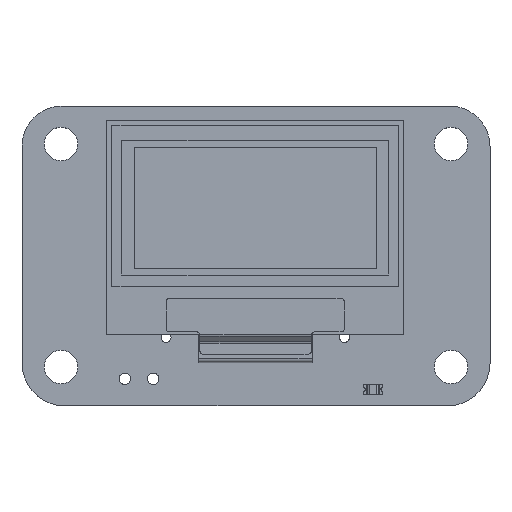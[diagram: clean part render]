
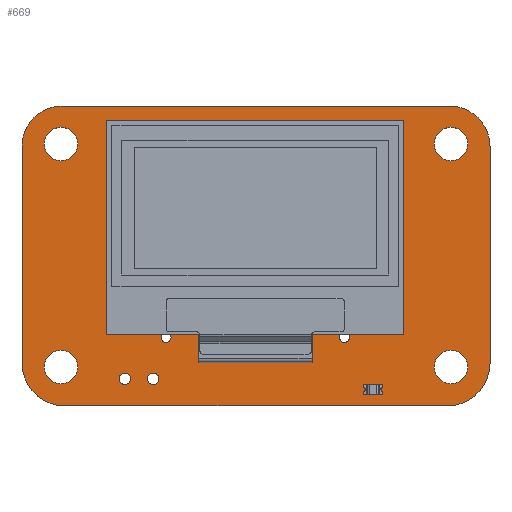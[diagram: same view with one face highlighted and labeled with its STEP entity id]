
A CAD part, top view. The second image highlights one B-rep face of the part: STEP entity #669.
In plain terms, the highlighted planar face has unit normal (0, 0, 1).
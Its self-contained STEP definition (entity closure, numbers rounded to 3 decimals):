
#116 = VERTEX_POINT('',#117);
#117 = CARTESIAN_POINT('',(0.,3.829,1.595));
#123 = EDGE_CURVE('',#116,#124,#126,.T.);
#124 = VERTEX_POINT('',#125);
#125 = CARTESIAN_POINT('',(0.,23.303,1.595));
#126 = LINE('',#127,#128);
#127 = CARTESIAN_POINT('',(0.,3.829,1.595));
#128 = VECTOR('',#129,1.);
#129 = DIRECTION('',(0.,1.,0.));
#154 = EDGE_CURVE('',#124,#155,#157,.T.);
#155 = VERTEX_POINT('',#156);
#156 = CARTESIAN_POINT('',(3.612,26.914,1.595));
#157 = CIRCLE('',#158,3.611);
#158 = AXIS2_PLACEMENT_3D('',#159,#160,#161);
#159 = CARTESIAN_POINT('',(3.611,23.303,1.595));
#160 = DIRECTION('',(0.,0.,-1.));
#161 = DIRECTION('',(-1.,0.,-0.));
#187 = EDGE_CURVE('',#155,#188,#190,.T.);
#188 = VERTEX_POINT('',#189);
#189 = CARTESIAN_POINT('',(38.36,26.914,1.595));
#190 = LINE('',#191,#192);
#191 = CARTESIAN_POINT('',(3.612,26.914,1.595));
#192 = VECTOR('',#193,1.);
#193 = DIRECTION('',(1.,0.,0.));
#218 = EDGE_CURVE('',#188,#219,#221,.T.);
#219 = VERTEX_POINT('',#220);
#220 = CARTESIAN_POINT('',(41.992,23.282,1.595));
#221 = CIRCLE('',#222,3.631);
#222 = AXIS2_PLACEMENT_3D('',#223,#224,#225);
#223 = CARTESIAN_POINT('',(38.361,23.283,1.595));
#224 = DIRECTION('',(0.,0.,-1.));
#225 = DIRECTION('',(0.,1.,0.));
#251 = EDGE_CURVE('',#219,#252,#254,.T.);
#252 = VERTEX_POINT('',#253);
#253 = CARTESIAN_POINT('',(41.992,3.814,1.595));
#254 = LINE('',#255,#256);
#255 = CARTESIAN_POINT('',(41.992,23.282,1.595));
#256 = VECTOR('',#257,1.);
#257 = DIRECTION('',(0.,-1.,0.));
#282 = EDGE_CURVE('',#252,#283,#285,.T.);
#283 = VERTEX_POINT('',#284);
#284 = CARTESIAN_POINT('',(38.178,0.,1.595));
#285 = CIRCLE('',#286,3.814);
#286 = AXIS2_PLACEMENT_3D('',#287,#288,#289);
#287 = CARTESIAN_POINT('',(38.178,3.814,1.595));
#288 = DIRECTION('',(0.,0.,-1.));
#289 = DIRECTION('',(1.,0.,0.));
#315 = EDGE_CURVE('',#283,#316,#318,.T.);
#316 = VERTEX_POINT('',#317);
#317 = CARTESIAN_POINT('',(3.829,0.,1.595));
#318 = LINE('',#319,#320);
#319 = CARTESIAN_POINT('',(38.178,0.,1.595));
#320 = VECTOR('',#321,1.);
#321 = DIRECTION('',(-1.,0.,0.));
#346 = EDGE_CURVE('',#316,#116,#347,.T.);
#347 = CIRCLE('',#348,3.829);
#348 = AXIS2_PLACEMENT_3D('',#349,#350,#351);
#349 = CARTESIAN_POINT('',(3.829,3.829,1.595));
#350 = DIRECTION('',(0.,0.,-1.));
#351 = DIRECTION('',(0.,-1.,-0.));
#372 = VERTEX_POINT('',#373);
#373 = CARTESIAN_POINT('',(9.738,2.44,1.595));
#379 = EDGE_CURVE('',#372,#372,#380,.T.);
#380 = CIRCLE('',#381,0.508);
#381 = AXIS2_PLACEMENT_3D('',#382,#383,#384);
#382 = CARTESIAN_POINT('',(9.23,2.44,1.595));
#383 = DIRECTION('',(0.,0.,1.));
#384 = DIRECTION('',(1.,0.,-0.));
#405 = VERTEX_POINT('',#406);
#406 = CARTESIAN_POINT('',(12.278,2.44,1.595));
#412 = EDGE_CURVE('',#405,#405,#413,.T.);
#413 = CIRCLE('',#414,0.508);
#414 = AXIS2_PLACEMENT_3D('',#415,#416,#417);
#415 = CARTESIAN_POINT('',(11.77,2.44,1.595));
#416 = DIRECTION('',(0.,0.,1.));
#417 = DIRECTION('',(1.,0.,-0.));
#438 = VERTEX_POINT('',#439);
#439 = CARTESIAN_POINT('',(5.,23.5,1.595));
#445 = EDGE_CURVE('',#438,#438,#446,.T.);
#446 = CIRCLE('',#447,1.5);
#447 = AXIS2_PLACEMENT_3D('',#448,#449,#450);
#448 = CARTESIAN_POINT('',(3.5,23.5,1.595));
#449 = DIRECTION('',(0.,0.,1.));
#450 = DIRECTION('',(1.,0.,-0.));
#471 = VERTEX_POINT('',#472);
#472 = CARTESIAN_POINT('',(5.,3.5,1.595));
#478 = EDGE_CURVE('',#471,#471,#479,.T.);
#479 = CIRCLE('',#480,1.5);
#480 = AXIS2_PLACEMENT_3D('',#481,#482,#483);
#481 = CARTESIAN_POINT('',(3.5,3.5,1.595));
#482 = DIRECTION('',(0.,0.,1.));
#483 = DIRECTION('',(1.,0.,-0.));
#504 = VERTEX_POINT('',#505);
#505 = CARTESIAN_POINT('',(13.374,6.148,1.595));
#511 = EDGE_CURVE('',#504,#504,#512,.T.);
#512 = CIRCLE('',#513,0.45);
#513 = AXIS2_PLACEMENT_3D('',#514,#515,#516);
#514 = CARTESIAN_POINT('',(12.924,6.148,1.595));
#515 = DIRECTION('',(0.,0.,1.));
#516 = DIRECTION('',(1.,0.,-0.));
#537 = VERTEX_POINT('',#538);
#538 = CARTESIAN_POINT('',(40.,3.5,1.595));
#544 = EDGE_CURVE('',#537,#537,#545,.T.);
#545 = CIRCLE('',#546,1.5);
#546 = AXIS2_PLACEMENT_3D('',#547,#548,#549);
#547 = CARTESIAN_POINT('',(38.5,3.5,1.595));
#548 = DIRECTION('',(0.,0.,1.));
#549 = DIRECTION('',(1.,0.,-0.));
#570 = VERTEX_POINT('',#571);
#571 = CARTESIAN_POINT('',(29.374,6.148,1.595));
#577 = EDGE_CURVE('',#570,#570,#578,.T.);
#578 = CIRCLE('',#579,0.45);
#579 = AXIS2_PLACEMENT_3D('',#580,#581,#582);
#580 = CARTESIAN_POINT('',(28.924,6.148,1.595));
#581 = DIRECTION('',(0.,0.,1.));
#582 = DIRECTION('',(1.,0.,-0.));
#603 = VERTEX_POINT('',#604);
#604 = CARTESIAN_POINT('',(40.,23.5,1.595));
#610 = EDGE_CURVE('',#603,#603,#611,.T.);
#611 = CIRCLE('',#612,1.5);
#612 = AXIS2_PLACEMENT_3D('',#613,#614,#615);
#613 = CARTESIAN_POINT('',(38.5,23.5,1.595));
#614 = DIRECTION('',(0.,0.,1.));
#615 = DIRECTION('',(1.,0.,-0.));
#669 = ADVANCED_FACE('',(#670,#680,#683,#686,#689,#692,#695,#698,#701),
  #704,.F.);
#670 = FACE_BOUND('',#671,.F.);
#671 = EDGE_LOOP('',(#672,#673,#674,#675,#676,#677,#678,#679));
#672 = ORIENTED_EDGE('',*,*,#123,.T.);
#673 = ORIENTED_EDGE('',*,*,#154,.T.);
#674 = ORIENTED_EDGE('',*,*,#187,.T.);
#675 = ORIENTED_EDGE('',*,*,#218,.T.);
#676 = ORIENTED_EDGE('',*,*,#251,.T.);
#677 = ORIENTED_EDGE('',*,*,#282,.T.);
#678 = ORIENTED_EDGE('',*,*,#315,.T.);
#679 = ORIENTED_EDGE('',*,*,#346,.T.);
#680 = FACE_BOUND('',#681,.F.);
#681 = EDGE_LOOP('',(#682));
#682 = ORIENTED_EDGE('',*,*,#379,.T.);
#683 = FACE_BOUND('',#684,.F.);
#684 = EDGE_LOOP('',(#685));
#685 = ORIENTED_EDGE('',*,*,#412,.T.);
#686 = FACE_BOUND('',#687,.F.);
#687 = EDGE_LOOP('',(#688));
#688 = ORIENTED_EDGE('',*,*,#445,.T.);
#689 = FACE_BOUND('',#690,.F.);
#690 = EDGE_LOOP('',(#691));
#691 = ORIENTED_EDGE('',*,*,#478,.T.);
#692 = FACE_BOUND('',#693,.F.);
#693 = EDGE_LOOP('',(#694));
#694 = ORIENTED_EDGE('',*,*,#511,.T.);
#695 = FACE_BOUND('',#696,.F.);
#696 = EDGE_LOOP('',(#697));
#697 = ORIENTED_EDGE('',*,*,#544,.T.);
#698 = FACE_BOUND('',#699,.F.);
#699 = EDGE_LOOP('',(#700));
#700 = ORIENTED_EDGE('',*,*,#577,.T.);
#701 = FACE_BOUND('',#702,.F.);
#702 = EDGE_LOOP('',(#703));
#703 = ORIENTED_EDGE('',*,*,#610,.T.);
#704 = PLANE('',#705);
#705 = AXIS2_PLACEMENT_3D('',#706,#707,#708);
#706 = CARTESIAN_POINT('',(20.996,13.477,1.595));
#707 = DIRECTION('',(-0.,-0.,-1.));
#708 = DIRECTION('',(-1.,0.,0.));
